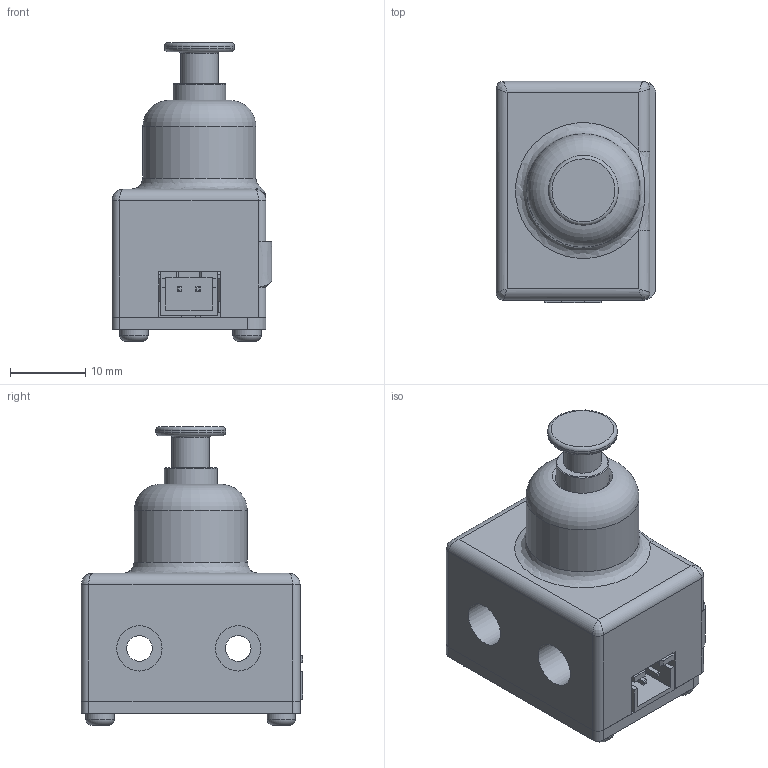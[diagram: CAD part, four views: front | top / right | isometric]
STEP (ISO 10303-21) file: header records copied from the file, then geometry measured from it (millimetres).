
FILE_DESCRIPTION(/* description */ (''),/* implementation_level */ '2;1');
FILE_NAME(/* name */ 'Trident_SexBolt_Z_Endstop v1.step',/* time_stamp */ '2022-10-20T21:14:54-04:00',/* author */ (''),/* organization */ (''),/* preprocessor_version */ 'ST-DEVELOPER v19',/* originating_system */ 'Autodesk Translation Framework v11.7.0.108',/* authorisation */ '');
FILE_SCHEMA (('AUTOMOTIVE_DESIGN { 1 0 10303 214 3 1 1 }'));
Length unit declared in the file: millimetre
Products named in the file (10): Trident_SexBolt_Z_Endstop; EndstopHousingBlankTrident; Hardware (1) (1); 5x20 sex-bolt (1); M4x6 SHCS (1); 5x7x8 Sleeve Bearing (1); M2x10 self tapping (1); PCB (1) (1); Omron_D2F_F (1); JST 2 pin (1)
Assembly tree (13 placements, depth 4):
  Trident_SexBolt_Z_Endstop
    EndstopHousingBlankTrident
      Hardware (1) (1)
        5x7x8 Sleeve Bearing (1)  x2
        5x20 sex-bolt (1)
        M4x6 SHCS (1)
        M2x10 self tapping (1)  x4
      PCB (1) (1)
        Omron_D2F_F (1)
        JST 2 pin (1)
Bounding box: 21.2 x 29.35 x 39.59 mm (x, y, z)
Volume: 11923.3 mm3; surface area: 8862 mm2
Topology: 14 solids, 15 shells, 496 faces, 1310 edges, 860 vertices
Faces by surface type: plane 201, cylinder 177, bspline 94, cone 16, torus 8
Full cylindrical faces by diameter (mm): 1.28 x32, 1.6 x2, 1.7 x6, 2 x1, 2.2 x28, 3.4 x3, 3.5 x1, 3.75 x4, 3.9 x1, 5 x3, 6 x2, 6.2 x1, 6.8 x1, 7 x2, 7.2 x1, 8 x1, 9.25 x1, 15 x1
Entity records: 12620 total; most frequent: CARTESIAN_POINT 4854, ORIENTED_EDGE 1586, DIRECTION 1450, EDGE_CURVE 793, LINE 532, VECTOR 532, VERTEX_POINT 518, AXIS2_PLACEMENT_3D 459
